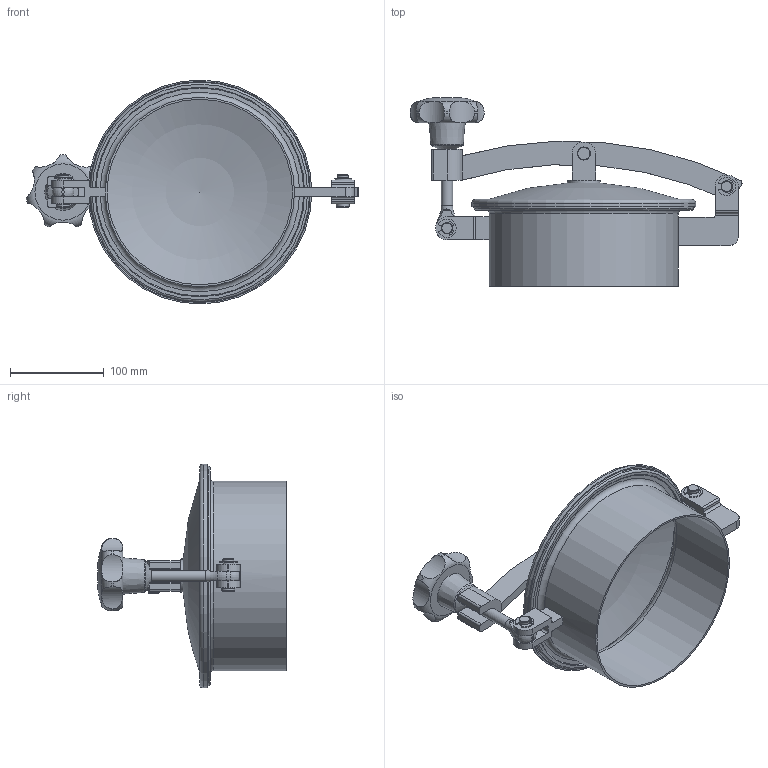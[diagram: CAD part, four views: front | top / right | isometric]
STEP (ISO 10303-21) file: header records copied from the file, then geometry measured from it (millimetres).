
FILE_DESCRIPTION(/* description */ ('STEP AP203'),/* implementation_level */ '2;1');
FILE_NAME(/* name */ '9613436701',/* time_stamp */ '2024-10-21T12:39:08+02:00',/* author */ ('License CC BY-ND 4.0'),/* organization */ ('CADENAS'),/* preprocessor_version */ 'ST-DEVELOPER v19.3',/* originating_system */ 'PARTsolutions',/* authorisation */ ' ');
FILE_SCHEMA (('CONFIG_CONTROL_DESIGN'));
Length unit declared in the file: millimetre
Products named in the file (5): 9613436701; 9613436701_p1; 9613436701_p3; 9613436701_p2; 9613436701_p4
Assembly tree (4 placements, depth 2):
  9613436701
    9613436701_p1
    9613436701_p3
    9613436701_p2
    9613436701_p4
Bounding box: 354.32 x 201.5 x 239 mm (x, y, z)
Volume: 538716.3 mm3; surface area: 317669.4 mm2
Topology: 4 solids, 4 shells, 276 faces, 735 edges, 479 vertices
Faces by surface type: cylinder 123, plane 119, torus 24, cone 8, sphere 2
Full cylindrical faces by diameter (mm): 10 x3, 12 x12, 12.2 x2, 14 x3, 35 x1, 198 x1, 202 x1, 222 x1, 225.4 x1, 229 x1, 234 x1, 236 x1, 239 x1
Entity records: 8992 total; most frequent: CARTESIAN_POINT 1779, DIRECTION 1469, ORIENTED_EDGE 1332, EDGE_CURVE 666, AXIS2_PLACEMENT_3D 574, VERTEX_POINT 462, EDGE_LOOP 364, FACE_BOUND 364
